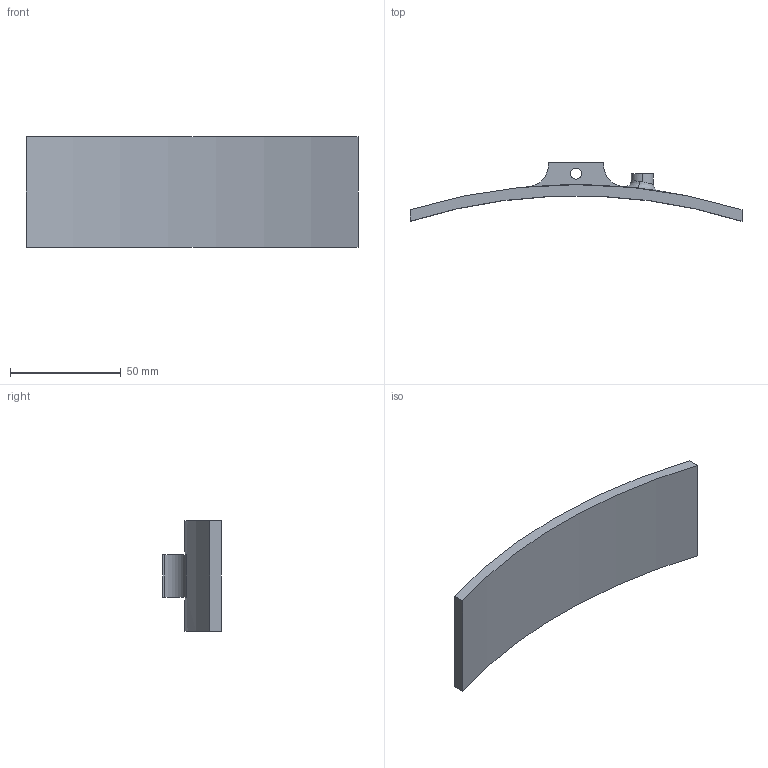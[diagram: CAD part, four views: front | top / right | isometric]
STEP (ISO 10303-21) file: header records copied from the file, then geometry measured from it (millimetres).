
FILE_DESCRIPTION (( 'STEP AP203' ), '1' );
FILE_NAME ('3d gripper acyrlic_Default_sldprt.STEP', '2021-12-16T05:29:48', ( '' ), ( '' ), 'SwSTEP 2.0', 'SolidWorks 2020', '' );
FILE_SCHEMA (( 'CONFIG_CONTROL_DESIGN' ));
Length unit declared in the file: millimetre
Products named in the file (1): 3d gripper acyrlic_Default_sldprt
Bounding box: 150 x 26.52 x 50 mm (x, y, z)
Volume: 43639.2 mm3; surface area: 18661 mm2
Topology: 1 solids, 1 shells, 23 faces, 54 edges, 36 vertices
Faces by surface type: cylinder 11, plane 10, bspline 2
Entity records: 1211 total; most frequent: CARTESIAN_POINT 600, DIRECTION 110, ORIENTED_EDGE 108, EDGE_CURVE 54, AXIS2_PLACEMENT_3D 42, VERTEX_POINT 36, EDGE_LOOP 28, LINE 26
